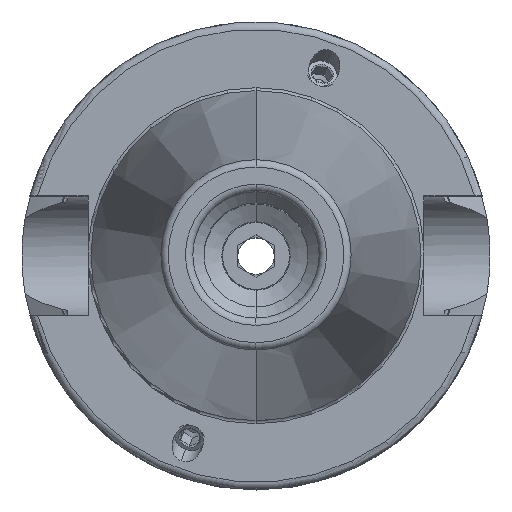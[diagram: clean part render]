
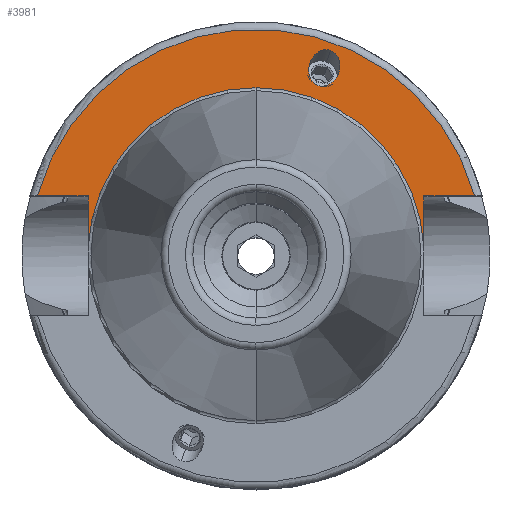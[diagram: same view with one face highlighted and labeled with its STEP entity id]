
A CAD part, top view. The second image highlights one B-rep face of the part: STEP entity #3981.
In plain terms, the highlighted planar face has unit normal (0, 0, 1).
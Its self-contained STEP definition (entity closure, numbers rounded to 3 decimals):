
#935=DIRECTION('',(0,1,0));
#936=VECTOR('',#935,6.987);
#937=CARTESIAN_POINT('',(-22.6,1.063,25));
#938=LINE('',#937,#936);
#939=DIRECTION('',(1,0,0));
#940=VECTOR('',#939,6.818);
#941=CARTESIAN_POINT('',(-29.418,8.05,25));
#942=LINE('',#941,#940);
#943=DIRECTION('',(-1,0,0));
#944=VECTOR('',#943,6.818);
#945=CARTESIAN_POINT('',(29.418,8.05,25));
#946=LINE('',#945,#944);
#947=DIRECTION('',(0,-1,0));
#948=VECTOR('',#947,6.987);
#949=CARTESIAN_POINT('',(22.6,8.05,25));
#950=LINE('',#949,#948);
#951=CARTESIAN_POINT('',(10.056,27.629,25));
#952=CARTESIAN_POINT('',(10.283,27.547,25));
#953=CARTESIAN_POINT('',(10.737,27.268,25));
#954=CARTESIAN_POINT('',(11.226,26.479,25));
#955=CARTESIAN_POINT('',(11.341,25.65,25));
#956=CARTESIAN_POINT('',(11.261,25.009,25));
#957=CARTESIAN_POINT('',(11.137,24.573,25));
#958=CARTESIAN_POINT('',(10.952,24.159,25));
#959=CARTESIAN_POINT('',(10.601,23.617,25));
#960=CARTESIAN_POINT('',(9.98,23.055,25));
#961=CARTESIAN_POINT('',(9.098,22.765,25));
#962=CARTESIAN_POINT('',(8.571,22.843,25));
#963=CARTESIAN_POINT('',(8.344,22.926,25));
#965=CARTESIAN_POINT('',(8.344,22.926,25));
#966=CARTESIAN_POINT('',(8.117,23.009,25));
#967=CARTESIAN_POINT('',(7.663,23.288,25));
#968=CARTESIAN_POINT('',(7.174,24.076,25));
#969=CARTESIAN_POINT('',(7.06,24.906,25));
#970=CARTESIAN_POINT('',(7.14,25.547,25));
#971=CARTESIAN_POINT('',(7.264,25.983,25));
#972=CARTESIAN_POINT('',(7.449,26.396,25));
#973=CARTESIAN_POINT('',(7.8,26.939,25));
#974=CARTESIAN_POINT('',(8.421,27.5,25));
#975=CARTESIAN_POINT('',(9.302,27.79,25));
#976=CARTESIAN_POINT('',(9.829,27.712,25));
#977=CARTESIAN_POINT('',(10.056,27.629,25));
#1013=CARTESIAN_POINT('',(0,0,25));
#1014=DIRECTION('',(0,0,1));
#1015=DIRECTION('',(0,1,0));
#1016=AXIS2_PLACEMENT_3D('',#1013,#1014,#1015);
#1044=CARTESIAN_POINT('',(0,0,25));
#1045=DIRECTION('',(0,0,-1));
#1046=DIRECTION('',(0,1,0));
#1047=AXIS2_PLACEMENT_3D('',#1044,#1045,#1046);
#1618=CARTESIAN_POINT('',(0,0,25));
#1619=DIRECTION('',(0,0,1));
#1620=DIRECTION('',(0.965,0.264,0));
#1621=AXIS2_PLACEMENT_3D('',#1618,#1619,#1620);
#2480=CARTESIAN_POINT('',(-22.6,1.063,25));
#2481=CARTESIAN_POINT('',(-22.6,8.05,25));
#2482=VERTEX_POINT('',#2480);
#2483=VERTEX_POINT('',#2481);
#2484=CARTESIAN_POINT('',(-29.418,8.05,25));
#2485=VERTEX_POINT('',#2484);
#2486=CARTESIAN_POINT('',(22.6,8.05,25));
#2487=CARTESIAN_POINT('',(22.6,1.063,25));
#2488=VERTEX_POINT('',#2486);
#2489=VERTEX_POINT('',#2487);
#2496=CARTESIAN_POINT('',(29.418,8.05,25));
#2497=VERTEX_POINT('',#2496);
#2544=CARTESIAN_POINT('',(0,22.625,25));
#2546=VERTEX_POINT('',#2544);
#2562=VERTEX_POINT('',#951);
#2563=VERTEX_POINT('',#963);
#3957=CARTESIAN_POINT('',(0,0,25));
#3958=DIRECTION('',(0,0,-1));
#3959=DIRECTION('',(0,-1,0));
#3960=AXIS2_PLACEMENT_3D('',#3957,#3958,#3959);
#3961=PLANE('',#3960);
#3962=ORIENTED_EDGE('',*,*,#3557,.T.);
#3963=ORIENTED_EDGE('',*,*,#3586,.F.);
#3965=ORIENTED_EDGE('',*,*,#3964,.F.);
#3966=ORIENTED_EDGE('',*,*,#3791,.T.);
#3968=ORIENTED_EDGE('',*,*,#3967,.T.);
#3970=ORIENTED_EDGE('',*,*,#3969,.F.);
#3972=ORIENTED_EDGE('',*,*,#3971,.T.);
#3973=EDGE_LOOP('',(#3962,#3963,#3965,#3966,#3968,#3970,#3972));
#3974=FACE_OUTER_BOUND('',#3973,.F.);
#3976=ORIENTED_EDGE('',*,*,#3975,.F.);
#3978=ORIENTED_EDGE('',*,*,#3977,.F.);
#3979=EDGE_LOOP('',(#3976,#3978));
#3980=FACE_BOUND('',#3979,.F.);
#3981=ADVANCED_FACE('',(#3974,#3980),#3961,.F.);
#964=B_SPLINE_CURVE_WITH_KNOTS('',3,(#951,#952,#953,#954,#955,#956,#957,#958,
#959,#960,#961,#962,#963),.UNSPECIFIED.,.F.,.F.,(4,1,1,1,1,1,1,1,1,1,4),(0,
0.125,0.25,0.375,0.438,0.5,0.563,0.625,0.75,0.875,1),
.UNSPECIFIED.);
#978=B_SPLINE_CURVE_WITH_KNOTS('',3,(#965,#966,#967,#968,#969,#970,#971,#972,
#973,#974,#975,#976,#977),.UNSPECIFIED.,.F.,.F.,(4,1,1,1,1,1,1,1,1,1,4),(0,
0.125,0.25,0.375,0.438,0.5,0.563,0.625,0.75,0.875,1),
.UNSPECIFIED.);
#1017=CIRCLE('',#1016,22.625);
#1048=CIRCLE('',#1047,22.625);
#1622=CIRCLE('',#1621,30.5);
#3557=EDGE_CURVE('',#2482,#2483,#938,.T.);
#3586=EDGE_CURVE('',#2485,#2483,#942,.T.);
#3791=EDGE_CURVE('',#2497,#2488,#946,.T.);
#3964=EDGE_CURVE('',#2497,#2485,#1622,.T.);
#3967=EDGE_CURVE('',#2488,#2489,#950,.T.);
#3969=EDGE_CURVE('',#2546,#2489,#1048,.T.);
#3971=EDGE_CURVE('',#2546,#2482,#1017,.T.);
#3975=EDGE_CURVE('',#2562,#2563,#964,.T.);
#3977=EDGE_CURVE('',#2563,#2562,#978,.T.);
